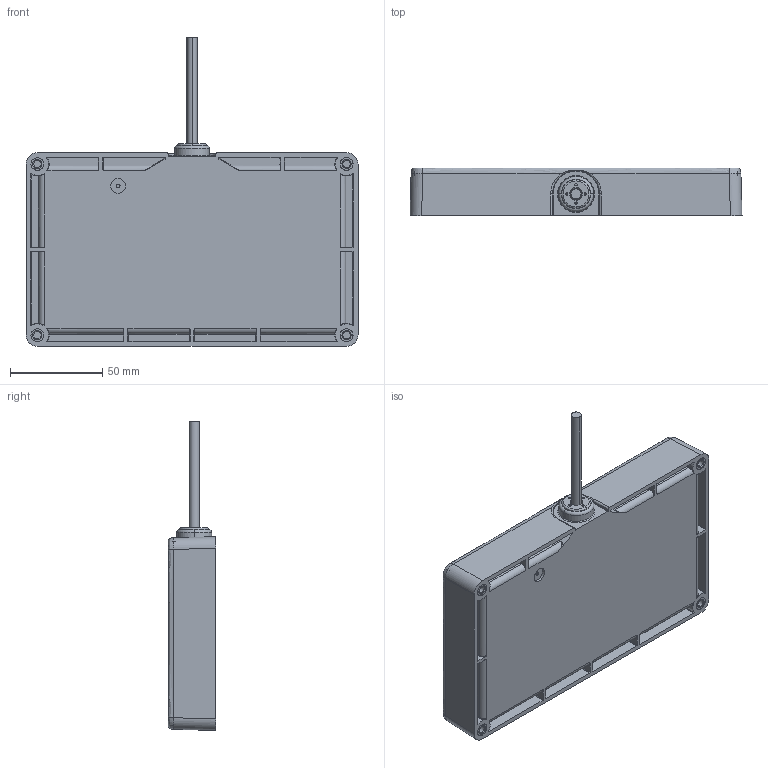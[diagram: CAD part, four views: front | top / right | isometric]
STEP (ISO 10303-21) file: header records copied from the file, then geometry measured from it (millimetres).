
FILE_DESCRIPTION((''),'2;1');
FILE_NAME('157872_SM01_ASM','2023-06-27T09:29:03',('banengservice'),('BANNER ENGINEERING'),'CREO PARAMETRIC BY PTC INC, 2022414','CREO PARAMETRIC BY PTC INC, 2022414','');
FILE_SCHEMA(('CONFIG_CONTROL_DESIGN'));
Length unit declared in the file: inch
Products named in the file (3): 157872_EP01; CABLE_215; 157872_SM01_ASM
Assembly tree (2 placements, depth 2):
  157872_SM01_ASM
    157872_EP01
    CABLE_215
Bounding box: 180.1 x 25.77 x 167.58 mm (x, y, z)
Volume: 455944.2 mm3; surface area: 65396.4 mm2
Topology: 2 solids, 2 shells, 342 faces, 838 edges, 535 vertices
Faces by surface type: plane 106, cylinder 97, bspline 78, cone 54, torus 7
Entity records: 14339 total; most frequent: CARTESIAN_POINT 6900, ORIENTED_EDGE 1676, DIRECTION 1303, EDGE_CURVE 838, VERTEX_POINT 535, AXIS2_PLACEMENT_3D 498, EDGE_LOOP 377, FACE_OUTER_BOUND 342
